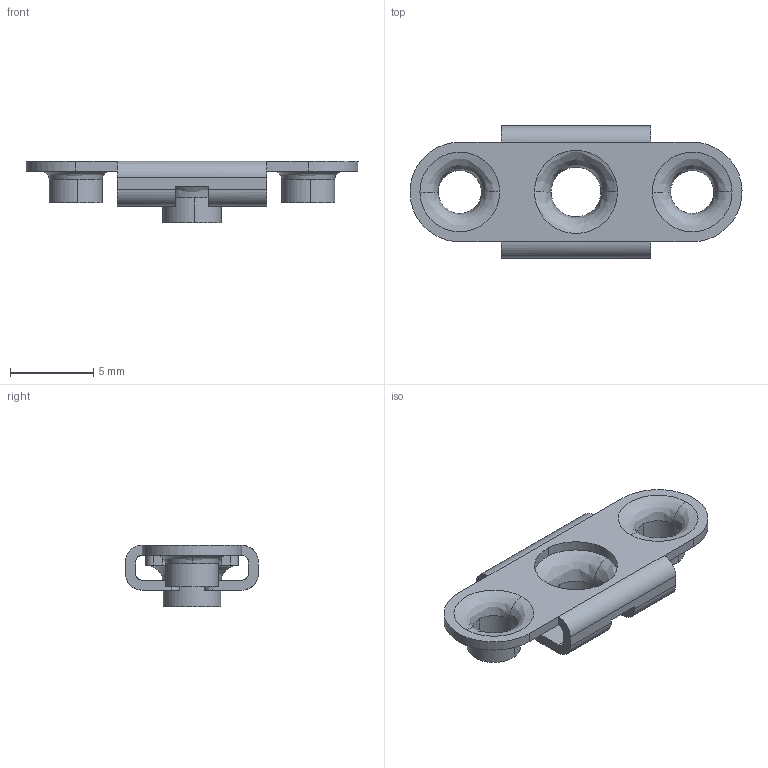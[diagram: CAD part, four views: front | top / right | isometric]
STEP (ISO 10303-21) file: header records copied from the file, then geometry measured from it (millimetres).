
FILE_DESCRIPTION((''),'2;1');
FILE_NAME('','2008-04-30T17:55:51',(''),(''),'','CADfix','');
FILE_SCHEMA(('AUTOMOTIVE_DESIGN { 1 0 10303 214 1 1 1 1 }'));
Length unit declared in the file: millimetre
Bounding box: 20 x 8 x 3.7 mm (x, y, z)
Volume: 118.2 mm3; surface area: 549.1 mm2
Topology: 2 solids, 2 shells, 108 faces, 334 edges, 232 vertices
Faces by surface type: bspline 108
Entity records: 4529 total; most frequent: CARTESIAN_POINT 2681, ORIENTED_EDGE 668, EDGE_CURVE 334, VERTEX_POINT 232, QUASI_UNIFORM_CURVE 152, EDGE_LOOP 118, FACE_OUTER_BOUND 108, ADVANCED_FACE 108
